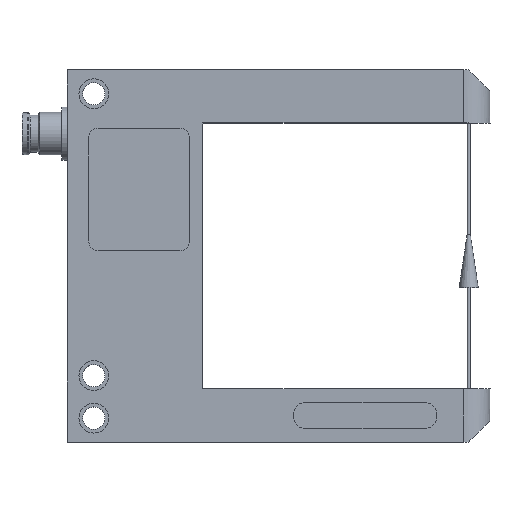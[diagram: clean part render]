
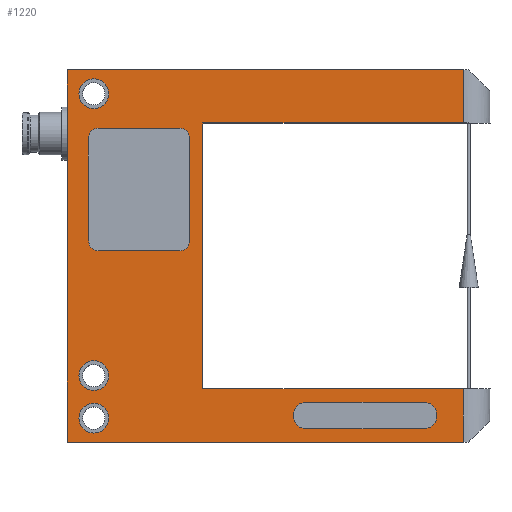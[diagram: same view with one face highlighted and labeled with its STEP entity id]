
A CAD part, top view. The second image highlights one B-rep face of the part: STEP entity #1220.
In plain terms, the highlighted planar face has unit normal (0, 0, 1).
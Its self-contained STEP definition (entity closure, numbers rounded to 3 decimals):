
#94=LINE('',#1990,#166);
#95=LINE('',#1994,#167);
#96=LINE('',#1998,#168);
#97=LINE('',#2002,#169);
#98=LINE('',#2003,#170);
#99=LINE('',#2006,#171);
#100=LINE('',#2008,#172);
#101=LINE('',#2010,#173);
#102=LINE('',#2012,#174);
#103=LINE('',#2014,#175);
#104=LINE('',#2016,#176);
#105=LINE('',#2018,#177);
#106=LINE('',#2020,#178);
#107=LINE('',#2024,#179);
#108=LINE('',#2028,#180);
#166=VECTOR('',#1555,1000.);
#167=VECTOR('',#1558,1000.);
#168=VECTOR('',#1561,1000.);
#169=VECTOR('',#1564,1000.);
#170=VECTOR('',#1565,1000.);
#171=VECTOR('',#1566,1000.);
#172=VECTOR('',#1567,1000.);
#173=VECTOR('',#1568,1000.);
#174=VECTOR('',#1569,1000.);
#175=VECTOR('',#1570,1000.);
#176=VECTOR('',#1571,1000.);
#177=VECTOR('',#1572,1000.);
#178=VECTOR('',#1573,1000.);
#179=VECTOR('',#1576,1000.);
#180=VECTOR('',#1579,1000.);
#247=ORIENTED_EDGE('',*,*,#557,.T.);
#248=ORIENTED_EDGE('',*,*,#558,.T.);
#249=ORIENTED_EDGE('',*,*,#559,.T.);
#250=ORIENTED_EDGE('',*,*,#560,.F.);
#251=ORIENTED_EDGE('',*,*,#561,.F.);
#252=ORIENTED_EDGE('',*,*,#562,.F.);
#253=ORIENTED_EDGE('',*,*,#563,.F.);
#254=ORIENTED_EDGE('',*,*,#564,.F.);
#255=ORIENTED_EDGE('',*,*,#565,.F.);
#256=ORIENTED_EDGE('',*,*,#566,.F.);
#257=ORIENTED_EDGE('',*,*,#567,.F.);
#258=ORIENTED_EDGE('',*,*,#568,.T.);
#259=ORIENTED_EDGE('',*,*,#569,.T.);
#260=ORIENTED_EDGE('',*,*,#570,.T.);
#261=ORIENTED_EDGE('',*,*,#571,.T.);
#262=ORIENTED_EDGE('',*,*,#572,.T.);
#263=ORIENTED_EDGE('',*,*,#573,.T.);
#264=ORIENTED_EDGE('',*,*,#574,.T.);
#265=ORIENTED_EDGE('',*,*,#575,.T.);
#266=ORIENTED_EDGE('',*,*,#576,.T.);
#267=ORIENTED_EDGE('',*,*,#577,.T.);
#268=ORIENTED_EDGE('',*,*,#578,.T.);
#269=ORIENTED_EDGE('',*,*,#579,.T.);
#270=ORIENTED_EDGE('',*,*,#580,.T.);
#557=EDGE_CURVE('',#712,#712,#816,.T.);
#558=EDGE_CURVE('',#713,#713,#817,.T.);
#559=EDGE_CURVE('',#714,#714,#818,.T.);
#560=EDGE_CURVE('',#715,#716,#819,.T.);
#561=EDGE_CURVE('',#717,#715,#94,.T.);
#562=EDGE_CURVE('',#718,#717,#820,.T.);
#563=EDGE_CURVE('',#719,#718,#95,.T.);
#564=EDGE_CURVE('',#720,#719,#821,.T.);
#565=EDGE_CURVE('',#721,#720,#96,.T.);
#566=EDGE_CURVE('',#722,#721,#822,.T.);
#567=EDGE_CURVE('',#716,#722,#97,.T.);
#568=EDGE_CURVE('',#723,#724,#98,.T.);
#569=EDGE_CURVE('',#724,#725,#99,.F.);
#570=EDGE_CURVE('',#725,#726,#100,.T.);
#571=EDGE_CURVE('',#726,#727,#101,.T.);
#572=EDGE_CURVE('',#727,#728,#102,.T.);
#573=EDGE_CURVE('',#728,#729,#103,.F.);
#574=EDGE_CURVE('',#729,#730,#104,.T.);
#575=EDGE_CURVE('',#730,#731,#105,.T.);
#576=EDGE_CURVE('',#731,#723,#106,.T.);
#577=EDGE_CURVE('',#732,#733,#823,.F.);
#578=EDGE_CURVE('',#733,#734,#107,.T.);
#579=EDGE_CURVE('',#734,#735,#824,.F.);
#580=EDGE_CURVE('',#735,#732,#108,.T.);
#712=VERTEX_POINT('',#1982);
#713=VERTEX_POINT('',#1984);
#714=VERTEX_POINT('',#1986);
#715=VERTEX_POINT('',#1988);
#716=VERTEX_POINT('',#1989);
#717=VERTEX_POINT('',#1991);
#718=VERTEX_POINT('',#1993);
#719=VERTEX_POINT('',#1995);
#720=VERTEX_POINT('',#1997);
#721=VERTEX_POINT('',#1999);
#722=VERTEX_POINT('',#2001);
#723=VERTEX_POINT('',#2004);
#724=VERTEX_POINT('',#2005);
#725=VERTEX_POINT('',#2007);
#726=VERTEX_POINT('',#2009);
#727=VERTEX_POINT('',#2011);
#728=VERTEX_POINT('',#2013);
#729=VERTEX_POINT('',#2015);
#730=VERTEX_POINT('',#2017);
#731=VERTEX_POINT('',#2019);
#732=VERTEX_POINT('',#2022);
#733=VERTEX_POINT('',#2023);
#734=VERTEX_POINT('',#2025);
#735=VERTEX_POINT('',#2027);
#816=CIRCLE('',#1345,2.8);
#817=CIRCLE('',#1346,2.8);
#818=CIRCLE('',#1347,2.8);
#819=CIRCLE('',#1348,1.8);
#820=CIRCLE('',#1349,1.8);
#821=CIRCLE('',#1350,1.8);
#822=CIRCLE('',#1351,1.9);
#823=CIRCLE('',#1352,2.5);
#824=CIRCLE('',#1353,2.5);
#894=EDGE_LOOP('',(#247));
#895=EDGE_LOOP('',(#248));
#896=EDGE_LOOP('',(#249));
#897=EDGE_LOOP('',(#250,#251,#252,#253,#254,#255,#256,#257));
#898=EDGE_LOOP('',(#258,#259,#260,#261,#262,#263,#264,#265,#266));
#899=EDGE_LOOP('',(#267,#268,#269,#270));
#1038=FACE_BOUND('',#894,.T.);
#1039=FACE_BOUND('',#895,.T.);
#1040=FACE_BOUND('',#896,.T.);
#1041=FACE_BOUND('',#897,.T.);
#1042=FACE_BOUND('',#898,.T.);
#1043=FACE_BOUND('',#899,.T.);
#1177=PLANE('',#1344);
#1220=ADVANCED_FACE('',(#1038,#1039,#1040,#1041,#1042,#1043),#1177,.T.);
#1344=AXIS2_PLACEMENT_3D('',#1980,#1545,#1546);
#1345=AXIS2_PLACEMENT_3D('',#1981,#1547,#1548);
#1346=AXIS2_PLACEMENT_3D('',#1983,#1549,#1550);
#1347=AXIS2_PLACEMENT_3D('',#1985,#1551,#1552);
#1348=AXIS2_PLACEMENT_3D('',#1987,#1553,#1554);
#1349=AXIS2_PLACEMENT_3D('',#1992,#1556,#1557);
#1350=AXIS2_PLACEMENT_3D('',#1996,#1559,#1560);
#1351=AXIS2_PLACEMENT_3D('',#2000,#1562,#1563);
#1352=AXIS2_PLACEMENT_3D('',#2021,#1574,#1575);
#1353=AXIS2_PLACEMENT_3D('',#2026,#1577,#1578);
#1545=DIRECTION('',(0.,0.,1.));
#1546=DIRECTION('',(1.,0.,0.));
#1547=DIRECTION('',(0.,0.,-1.));
#1548=DIRECTION('',(-1.,0.,0.));
#1549=DIRECTION('',(0.,0.,-1.));
#1550=DIRECTION('',(-1.,0.,0.));
#1551=DIRECTION('',(0.,0.,-1.));
#1552=DIRECTION('',(-1.,0.,0.));
#1553=DIRECTION('',(0.,0.,1.));
#1554=DIRECTION('',(1.,0.,0.));
#1555=DIRECTION('',(-1.,0.,0.));
#1556=DIRECTION('',(0.,0.,1.));
#1557=DIRECTION('',(1.,0.,0.));
#1558=DIRECTION('',(0.,1.,0.));
#1559=DIRECTION('',(0.,0.,1.));
#1560=DIRECTION('',(1.,0.,0.));
#1561=DIRECTION('',(1.,0.,0.));
#1562=DIRECTION('',(0.,0.,1.));
#1563=DIRECTION('',(1.,0.,0.));
#1564=DIRECTION('',(0.,-1.,0.));
#1565=DIRECTION('',(1.,0.,0.));
#1566=DIRECTION('',(0.,-1.,0.));
#1567=DIRECTION('',(-1.,0.,0.));
#1568=DIRECTION('',(0.,1.,0.));
#1569=DIRECTION('',(1.,0.,0.));
#1570=DIRECTION('',(0.,-1.,0.));
#1571=DIRECTION('',(-1.,0.,0.));
#1572=DIRECTION('',(0.,-1.,0.));
#1573=DIRECTION('',(0.,-1.,0.));
#1574=DIRECTION('',(0.,0.,1.));
#1575=DIRECTION('',(1.,0.,0.));
#1576=DIRECTION('',(1.,0.,0.));
#1577=DIRECTION('',(0.,0.,1.));
#1578=DIRECTION('',(1.,0.,0.));
#1579=DIRECTION('',(-1.,0.,0.));
#1980=CARTESIAN_POINT('',(0.,0.,5.));
#1981=CARTESIAN_POINT('',(5.,30.5,5.));
#1982=CARTESIAN_POINT('',(2.2,30.5,5.));
#1983=CARTESIAN_POINT('',(5.,-22.5,5.));
#1984=CARTESIAN_POINT('',(2.2,-22.5,5.));
#1985=CARTESIAN_POINT('',(5.,-30.5,5.));
#1986=CARTESIAN_POINT('',(2.2,-30.5,5.));
#1987=CARTESIAN_POINT('',(5.8,22.2,5.));
#1988=CARTESIAN_POINT('',(5.8,24.,5.));
#1989=CARTESIAN_POINT('',(4.,22.2,5.));
#1990=CARTESIAN_POINT('',(21.2,24.,5.));
#1991=CARTESIAN_POINT('',(21.2,24.,5.));
#1992=CARTESIAN_POINT('',(21.2,22.2,5.));
#1993=CARTESIAN_POINT('',(23.,22.2,5.));
#1994=CARTESIAN_POINT('',(23.,2.8,5.));
#1995=CARTESIAN_POINT('',(23.,2.8,5.));
#1996=CARTESIAN_POINT('',(21.2,2.8,5.));
#1997=CARTESIAN_POINT('',(21.2,1.,5.));
#1998=CARTESIAN_POINT('',(5.9,1.,5.));
#1999=CARTESIAN_POINT('',(5.9,1.,5.));
#2000=CARTESIAN_POINT('',(5.9,2.9,5.));
#2001=CARTESIAN_POINT('',(4.,2.9,5.));
#2002=CARTESIAN_POINT('',(4.,22.2,5.));
#2003=CARTESIAN_POINT('',(0.,-35.,5.));
#2004=CARTESIAN_POINT('',(0.,-35.,5.));
#2005=CARTESIAN_POINT('',(74.5,-35.,5.));
#2006=CARTESIAN_POINT('',(74.5,45.,5.));
#2007=CARTESIAN_POINT('',(74.5,-25.,5.));
#2008=CARTESIAN_POINT('',(80.5,-25.,5.));
#2009=CARTESIAN_POINT('',(25.5,-25.,5.));
#2010=CARTESIAN_POINT('',(25.5,-25.,5.));
#2011=CARTESIAN_POINT('',(25.5,25.,5.));
#2012=CARTESIAN_POINT('',(25.5,25.,5.));
#2013=CARTESIAN_POINT('',(74.5,25.,5.));
#2014=CARTESIAN_POINT('',(74.5,45.,5.));
#2015=CARTESIAN_POINT('',(74.5,35.,5.));
#2016=CARTESIAN_POINT('',(75.5,35.,5.));
#2017=CARTESIAN_POINT('',(0.,35.,5.));
#2018=CARTESIAN_POINT('',(0.,35.,5.));
#2019=CARTESIAN_POINT('',(0.,23.,5.));
#2020=CARTESIAN_POINT('',(0.,35.,5.));
#2021=CARTESIAN_POINT('',(45.,-30.,5.));
#2022=CARTESIAN_POINT('',(45.,-32.5,5.));
#2023=CARTESIAN_POINT('',(45.,-27.5,5.));
#2024=CARTESIAN_POINT('',(0.,-27.5,5.));
#2025=CARTESIAN_POINT('',(67.,-27.5,5.));
#2026=CARTESIAN_POINT('',(67.,-30.,5.));
#2027=CARTESIAN_POINT('',(67.,-32.5,5.));
#2028=CARTESIAN_POINT('',(0.,-32.5,5.));
